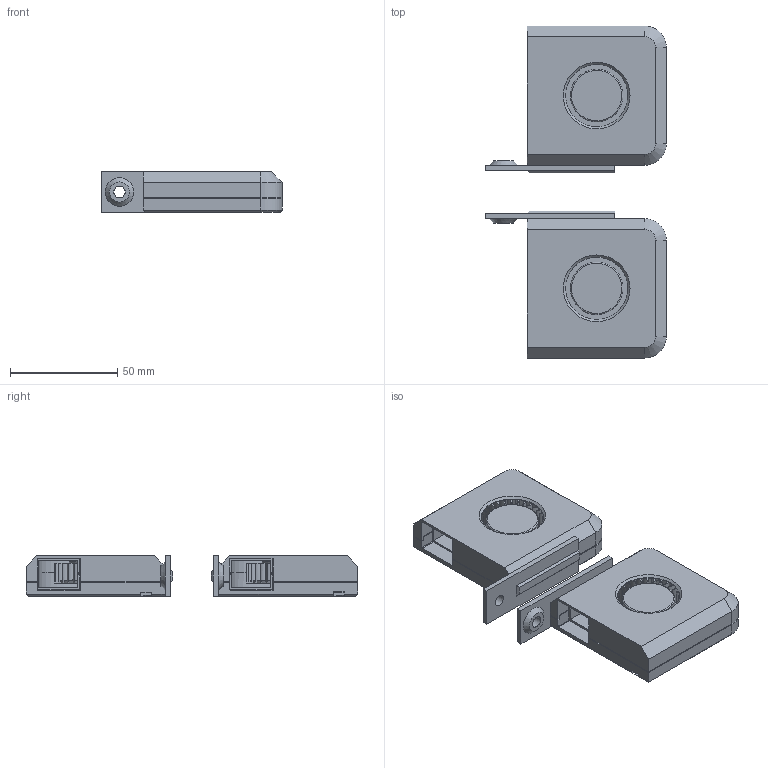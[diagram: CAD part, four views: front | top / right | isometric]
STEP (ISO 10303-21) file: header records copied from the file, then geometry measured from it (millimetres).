
FILE_DESCRIPTION(/* description */ (''),/* implementation_level */ '2;1');
FILE_NAME(/* name */ '5015_bed_fan_mount.step',/* time_stamp */ '2025-09-04T12:48:48-05:00',/* author */ (''),/* organization */ (''),/* preprocessor_version */ 'ST-DEVELOPER v20.1',/* originating_system */ 'Autodesk Translation Framework v14.10.0.0',/* authorisation */ '');
FILE_SCHEMA (('AUTOMOTIVE_DESIGN { 1 0 10303 214 3 1 1 }'));
Length unit declared in the file: millimetre
Products named in the file (10): BedFanMount; BedFanV2; baseCase; FanBracket; mainbracket; BedFanMount_1; FanBracket(Mirror); baseCaseLeft; 5015 Blower Fan; baseCaseLeft_1
Assembly tree (11 placements, depth 4):
  BedFanMount
    BedFanV2
      baseCase
      FanBracket
        mainbracket
    5015 Blower Fan  x2
    BedFanMount_1
      FanBracket(Mirror)
      baseCaseLeft
    baseCaseLeft_1  x2
Bounding box: 84.3 x 155 x 19 mm (x, y, z)
Volume: 105205.1 mm3; surface area: 91809.2 mm2
Topology: 11 solids, 11 shells, 1167 faces, 3072 edges, 1946 vertices
Faces by surface type: plane 529, cylinder 433, cone 151, sphere 36, torus 16, bspline 2
Full cylindrical faces by diameter (mm): 4.5 x8, 5 x2, 5.4 x3, 5.65 x4, 22.8 x2, 24.5 x2, 29.172 x2, 32 x2
Entity records: 23217 total; most frequent: CARTESIAN_POINT 4488, DIRECTION 4063, ORIENTED_EDGE 3832, EDGE_CURVE 1916, AXIS2_PLACEMENT_3D 1497, VERTEX_POINT 1211, LINE 1069, VECTOR 1069
